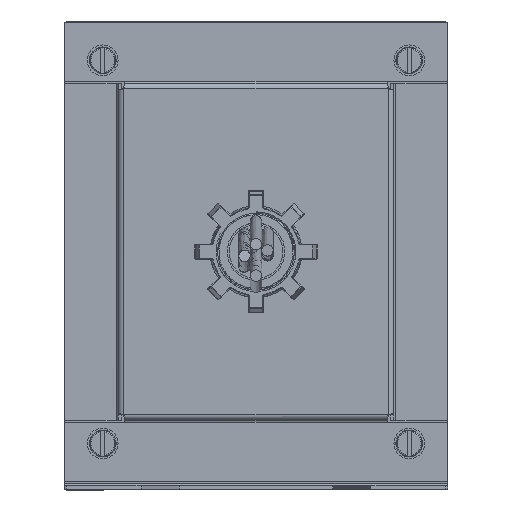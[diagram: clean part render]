
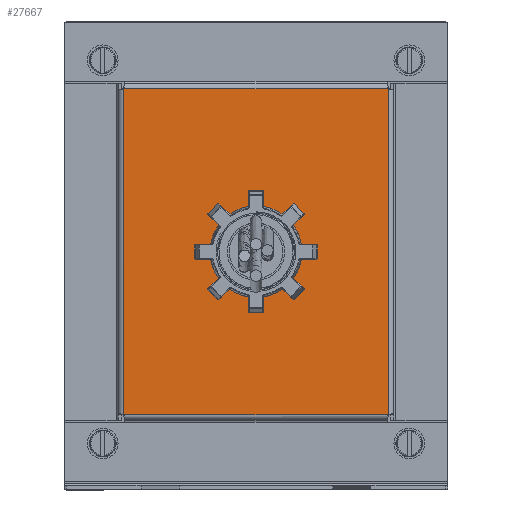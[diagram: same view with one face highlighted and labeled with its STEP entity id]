
A CAD part, top view. The second image highlights one B-rep face of the part: STEP entity #27667.
In plain terms, the highlighted planar face has unit normal (0, 0, 1).
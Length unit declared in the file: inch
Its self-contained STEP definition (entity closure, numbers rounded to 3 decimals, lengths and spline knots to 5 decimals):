
#174 = ORIENTED_EDGE ( 'NONE', *, *, #6762, .T. ) ;
#192 = EDGE_LOOP ( 'NONE', ( #8372, #1074, #174, #32495 ) ) ;
#1074 = ORIENTED_EDGE ( 'NONE', *, *, #23728, .T. ) ;
#3681 = CARTESIAN_POINT ( 'NONE',  ( -3.90152, 2.02524, 3.03354 ) ) ;
#4325 = EDGE_CURVE ( 'NONE', #31986, #8725, #30245, .T. ) ;
#5433 = VECTOR ( 'NONE', #37432, 39.37008 ) ;
#5439 = AXIS2_PLACEMENT_3D ( 'NONE', #23604, #35394, #32147 ) ;
#6122 = CARTESIAN_POINT ( 'NONE',  ( -2.54326, 0.35202, 3.03354 ) ) ;
#6492 = DIRECTION ( 'NONE',  ( 0., 1., 0. ) ) ;
#6762 = EDGE_CURVE ( 'NONE', #7051, #16567, #15922, .T. ) ;
#7051 = VERTEX_POINT ( 'NONE', #25923 ) ;
#8372 = ORIENTED_EDGE ( 'NONE', *, *, #34013, .T. ) ;
#8725 = VERTEX_POINT ( 'NONE', #17963 ) ;
#9040 = LINE ( 'NONE', #25622, #5433 ) ;
#9133 = FACE_BOUND ( 'NONE', #25986, .T. ) ;
#9416 = CARTESIAN_POINT ( 'NONE',  ( -1.18499, -1.32121, 3.03354 ) ) ;
#9525 = DIRECTION ( 'NONE',  ( 0., 0., -1. ) ) ;
#9718 = CARTESIAN_POINT ( 'NONE',  ( -1.23617, 1.83692, 3.03354 ) ) ;
#12256 = FACE_OUTER_BOUND ( 'NONE', #192, .T. ) ;
#14157 = LINE ( 'NONE', #9416, #28315 ) ;
#14792 = ORIENTED_EDGE ( 'NONE', *, *, #33371, .F. ) ;
#15922 = LINE ( 'NONE', #30503, #31246 ) ;
#16483 = CARTESIAN_POINT ( 'NONE',  ( -1.18499, -1.32121, 3.03354 ) ) ;
#16567 = VERTEX_POINT ( 'NONE', #3681 ) ;
#17072 = CIRCLE ( 'NONE', #20178, 0.3937 ) ;
#17963 = CARTESIAN_POINT ( 'NONE',  ( -2.93696, 0.35202, 3.03354 ) ) ;
#18037 = EDGE_CURVE ( 'NONE', #16567, #20419, #37740, .T. ) ;
#18655 = DIRECTION ( 'NONE',  ( -1., 0., 0. ) ) ;
#20178 = AXIS2_PLACEMENT_3D ( 'NONE', #6122, #35816, #30390 ) ;
#20419 = VERTEX_POINT ( 'NONE', #34979 ) ;
#20488 = CARTESIAN_POINT ( 'NONE',  ( -3.90152, 2.02524, 3.03354 ) ) ;
#20988 = PLANE ( 'NONE',  #24048 ) ;
#22143 = DIRECTION ( 'NONE',  ( -1., 0., 0. ) ) ;
#22996 = DIRECTION ( 'NONE',  ( 0., -1., 0. ) ) ;
#23604 = CARTESIAN_POINT ( 'NONE',  ( -2.54326, 0.35202, 3.03354 ) ) ;
#23728 = EDGE_CURVE ( 'NONE', #33943, #7051, #14157, .T. ) ;
#24048 = AXIS2_PLACEMENT_3D ( 'NONE', #9718, #9525, #18655 ) ;
#25622 = CARTESIAN_POINT ( 'NONE',  ( -3.90152, -1.32121, 3.03354 ) ) ;
#25923 = CARTESIAN_POINT ( 'NONE',  ( -1.18499, 2.02524, 3.03354 ) ) ;
#25986 = EDGE_LOOP ( 'NONE', ( #14792, #37560 ) ) ;
#27667 = ADVANCED_FACE ( 'NONE', ( #12256, #9133 ), #20988, .F. ) ;
#28315 = VECTOR ( 'NONE', #6492, 39.37008 ) ;
#29896 = CARTESIAN_POINT ( 'NONE',  ( -2.14956, 0.35202, 3.03354 ) ) ;
#30245 = CIRCLE ( 'NONE', #5439, 0.3937 ) ;
#30390 = DIRECTION ( 'NONE',  ( -1., 0., 0. ) ) ;
#30503 = CARTESIAN_POINT ( 'NONE',  ( -1.18499, 2.02524, 3.03354 ) ) ;
#31246 = VECTOR ( 'NONE', #22143, 39.37008 ) ;
#31986 = VERTEX_POINT ( 'NONE', #29896 ) ;
#32147 = DIRECTION ( 'NONE',  ( -1., 0., 0. ) ) ;
#32495 = ORIENTED_EDGE ( 'NONE', *, *, #18037, .T. ) ;
#33266 = VECTOR ( 'NONE', #22996, 39.37008 ) ;
#33371 = EDGE_CURVE ( 'NONE', #8725, #31986, #17072, .T. ) ;
#33943 = VERTEX_POINT ( 'NONE', #16483 ) ;
#34013 = EDGE_CURVE ( 'NONE', #20419, #33943, #9040, .T. ) ;
#34979 = CARTESIAN_POINT ( 'NONE',  ( -3.90152, -1.32121, 3.03354 ) ) ;
#35394 = DIRECTION ( 'NONE',  ( 0., 0., 1. ) ) ;
#35816 = DIRECTION ( 'NONE',  ( 0., 0., 1. ) ) ;
#37432 = DIRECTION ( 'NONE',  ( 1., 0., 0. ) ) ;
#37560 = ORIENTED_EDGE ( 'NONE', *, *, #4325, .F. ) ;
#37740 = LINE ( 'NONE', #20488, #33266 ) ;
